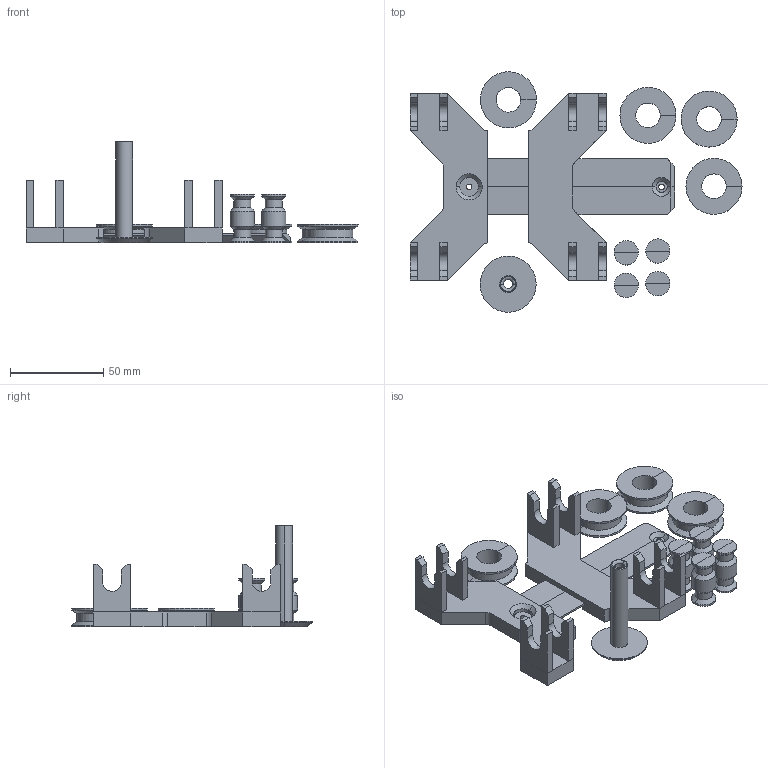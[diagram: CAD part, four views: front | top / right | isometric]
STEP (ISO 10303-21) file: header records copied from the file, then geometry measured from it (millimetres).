
FILE_DESCRIPTION(/* description */ (''),/* implementation_level */ '2;1');
FILE_NAME(/* name */ 'PTKWFA~L',/* time_stamp */ '2018-04-25T10:33:25+02:00',/* author */ (''),/* organization */ (''),/* preprocessor_version */ 'ST-DEVELOPER v15',/* originating_system */ '',/* authorisation */ '');
FILE_SCHEMA (('AUTOMOTIVE_DESIGN'));
Length unit declared in the file: millimetre
Products named in the file (1): Document
Bounding box: 177.72 x 128.67 x 54.5 mm (x, y, z)
Volume: 99402.8 mm3; surface area: 50583.1 mm2
Topology: 11 solids, 11 shells, 332 faces, 782 edges, 450 vertices
Faces by surface type: bspline 286, plane 46
Entity records: 10229 total; most frequent: CARTESIAN_POINT 6075, ORIENTED_EDGE 1532, EDGE_CURVE 766, VERTEX_POINT 450, EDGE_LOOP 340, ADVANCED_FACE 332, FACE_OUTER_BOUND 332, B_SPLINE_CURVE_WITH_KNOTS 185
